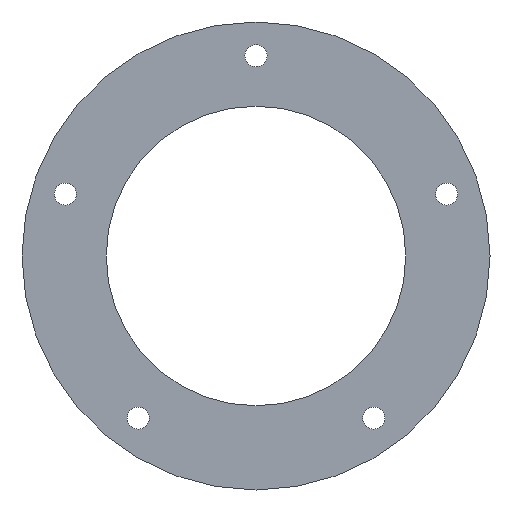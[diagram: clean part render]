
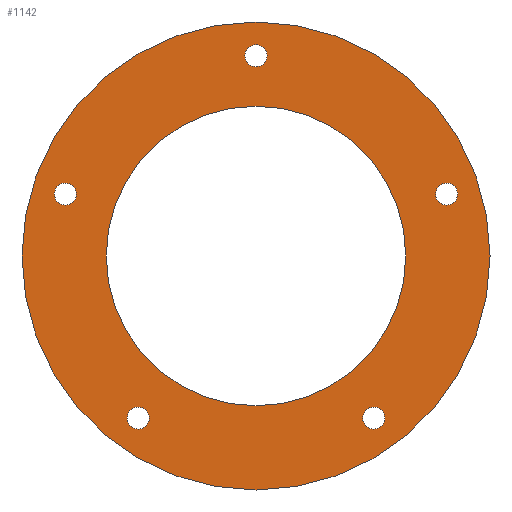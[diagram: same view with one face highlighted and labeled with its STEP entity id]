
A CAD part, front view. The second image highlights one B-rep face of the part: STEP entity #1142.
In plain terms, the highlighted planar face has unit normal (0, -1, 0).
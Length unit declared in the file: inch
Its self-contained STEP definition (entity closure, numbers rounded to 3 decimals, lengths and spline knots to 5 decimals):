
#13 = CARTESIAN_POINT ( 'NONE',  ( 0.50329, 0., -0.69272 ) ) ;
#17 = DIRECTION ( 'NONE',  ( 0., 1., 0. ) ) ;
#23 = EDGE_LOOP ( 'NONE', ( #1307, #577 ) ) ;
#25 = AXIS2_PLACEMENT_3D ( 'NONE', #1195, #291, #71 ) ;
#33 = DIRECTION ( 'NONE',  ( 0., 1., 0. ) ) ;
#53 = DIRECTION ( 'NONE',  ( 0., 1., 0. ) ) ;
#61 = ORIENTED_EDGE ( 'NONE', *, *, #209, .F. ) ;
#69 = EDGE_CURVE ( 'NONE', #959, #1009, #219, .T. ) ;
#71 = DIRECTION ( 'NONE',  ( 0., 0., 1. ) ) ;
#86 = ORIENTED_EDGE ( 'NONE', *, *, #671, .T. ) ;
#87 = CARTESIAN_POINT ( 'NONE',  ( 0.81434, 0., 0.31184 ) ) ;
#111 = DIRECTION ( 'NONE',  ( 0., 1., 0. ) ) ;
#117 = CARTESIAN_POINT ( 'NONE',  ( 0., 0., 1. ) ) ;
#130 = DIRECTION ( 'NONE',  ( 0., 1., 0. ) ) ;
#158 = AXIS2_PLACEMENT_3D ( 'NONE', #13, #1239, #915 ) ;
#164 = CIRCLE ( 'NONE', #700, 0.04724 ) ;
#171 = EDGE_CURVE ( 'NONE', #805, #1076, #965, .T. ) ;
#174 = VERTEX_POINT ( 'NONE', #184 ) ;
#183 = DIRECTION ( 'NONE',  ( 0., 0., 1. ) ) ;
#184 = CARTESIAN_POINT ( 'NONE',  ( -0.81434, 0., 0.31184 ) ) ;
#190 = AXIS2_PLACEMENT_3D ( 'NONE', #863, #694, #183 ) ;
#209 = EDGE_CURVE ( 'NONE', #702, #1121, #313, .T. ) ;
#215 = CIRCLE ( 'NONE', #190, 0.04724 ) ;
#219 = CIRCLE ( 'NONE', #496, 0.04724 ) ;
#220 = CIRCLE ( 'NONE', #1302, 0.04724 ) ;
#231 = DIRECTION ( 'NONE',  ( 0., 0., 1. ) ) ;
#246 = FACE_BOUND ( 'NONE', #731, .T. ) ;
#265 = DIRECTION ( 'NONE',  ( 0., 0., 1. ) ) ;
#270 = DIRECTION ( 'NONE',  ( 0., 1., 0. ) ) ;
#291 = DIRECTION ( 'NONE',  ( 0., 1., 0. ) ) ;
#302 = EDGE_LOOP ( 'NONE', ( #61, #809 ) ) ;
#313 = CIRCLE ( 'NONE', #502, 1. ) ;
#335 = FACE_BOUND ( 'NONE', #866, .T. ) ;
#349 = FACE_BOUND ( 'NONE', #23, .T. ) ;
#358 = CARTESIAN_POINT ( 'NONE',  ( 0., 0., 0.64 ) ) ;
#363 = AXIS2_PLACEMENT_3D ( 'NONE', #831, #111, #446 ) ;
#380 = ORIENTED_EDGE ( 'NONE', *, *, #1261, .T. ) ;
#387 = DIRECTION ( 'NONE',  ( 0., 0., 1. ) ) ;
#428 = AXIS2_PLACEMENT_3D ( 'NONE', #730, #130, #837 ) ;
#446 = DIRECTION ( 'NONE',  ( 0., 0., 1. ) ) ;
#447 = ORIENTED_EDGE ( 'NONE', *, *, #171, .T. ) ;
#449 = DIRECTION ( 'NONE',  ( 0., 0., 1. ) ) ;
#454 = CARTESIAN_POINT ( 'NONE',  ( 0., 0., -0.64 ) ) ;
#472 = PLANE ( 'NONE',  #996 ) ;
#475 = CARTESIAN_POINT ( 'NONE',  ( 0.81434, 0., 0.21735 ) ) ;
#480 = VERTEX_POINT ( 'NONE', #747 ) ;
#483 = AXIS2_PLACEMENT_3D ( 'NONE', #1268, #686, #387 ) ;
#489 = DIRECTION ( 'NONE',  ( 0., 0., 1. ) ) ;
#491 = AXIS2_PLACEMENT_3D ( 'NONE', #1135, #522, #231 ) ;
#496 = AXIS2_PLACEMENT_3D ( 'NONE', #1062, #53, #968 ) ;
#502 = AXIS2_PLACEMENT_3D ( 'NONE', #682, #1214, #489 ) ;
#510 = EDGE_CURVE ( 'NONE', #1238, #654, #215, .T. ) ;
#522 = DIRECTION ( 'NONE',  ( 0., 1., 0. ) ) ;
#535 = VERTEX_POINT ( 'NONE', #475 ) ;
#542 = ORIENTED_EDGE ( 'NONE', *, *, #1196, .T. ) ;
#556 = VERTEX_POINT ( 'NONE', #87 ) ;
#564 = EDGE_CURVE ( 'NONE', #535, #556, #220, .T. ) ;
#570 = DIRECTION ( 'NONE',  ( 0., 0., 1. ) ) ;
#575 = DIRECTION ( 'NONE',  ( 0., 1., 0. ) ) ;
#577 = ORIENTED_EDGE ( 'NONE', *, *, #783, .T. ) ;
#636 = FACE_BOUND ( 'NONE', #1203, .T. ) ;
#642 = AXIS2_PLACEMENT_3D ( 'NONE', #755, #270, #570 ) ;
#654 = VERTEX_POINT ( 'NONE', #833 ) ;
#671 = EDGE_CURVE ( 'NONE', #1009, #959, #1116, .T. ) ;
#677 = DIRECTION ( 'NONE',  ( 0., 0., 1. ) ) ;
#682 = CARTESIAN_POINT ( 'NONE',  ( 0., 0., 0. ) ) ;
#686 = DIRECTION ( 'NONE',  ( 0., 1., 0. ) ) ;
#694 = DIRECTION ( 'NONE',  ( 0., 1., 0. ) ) ;
#700 = AXIS2_PLACEMENT_3D ( 'NONE', #1175, #575, #265 ) ;
#702 = VERTEX_POINT ( 'NONE', #732 ) ;
#724 = AXIS2_PLACEMENT_3D ( 'NONE', #1251, #17, #825 ) ;
#730 = CARTESIAN_POINT ( 'NONE',  ( -0.81434, 0., 0.2646 ) ) ;
#731 = EDGE_LOOP ( 'NONE', ( #1259, #447 ) ) ;
#732 = CARTESIAN_POINT ( 'NONE',  ( 0., 0., -1. ) ) ;
#737 = ORIENTED_EDGE ( 'NONE', *, *, #1127, .T. ) ;
#746 = CARTESIAN_POINT ( 'NONE',  ( 0., 0., 0.80901 ) ) ;
#747 = CARTESIAN_POINT ( 'NONE',  ( 0., 0., 0.90349 ) ) ;
#755 = CARTESIAN_POINT ( 'NONE',  ( 0.81434, 0., 0.2646 ) ) ;
#763 = ORIENTED_EDGE ( 'NONE', *, *, #1097, .T. ) ;
#768 = CARTESIAN_POINT ( 'NONE',  ( -0.50329, 0., -0.64548 ) ) ;
#769 = VERTEX_POINT ( 'NONE', #1130 ) ;
#778 = CARTESIAN_POINT ( 'NONE',  ( 0.81434, 0., 0.2646 ) ) ;
#783 = EDGE_CURVE ( 'NONE', #654, #1238, #817, .T. ) ;
#784 = EDGE_CURVE ( 'NONE', #174, #769, #1271, .T. ) ;
#805 = VERTEX_POINT ( 'NONE', #358 ) ;
#809 = ORIENTED_EDGE ( 'NONE', *, *, #1118, .F. ) ;
#817 = CIRCLE ( 'NONE', #1312, 0.04724 ) ;
#825 = DIRECTION ( 'NONE',  ( 0., 0., 1. ) ) ;
#831 = CARTESIAN_POINT ( 'NONE',  ( 0., 0., 0. ) ) ;
#833 = CARTESIAN_POINT ( 'NONE',  ( -0.50329, 0., -0.73996 ) ) ;
#837 = DIRECTION ( 'NONE',  ( 0., 0., 1. ) ) ;
#863 = CARTESIAN_POINT ( 'NONE',  ( -0.50329, 0., -0.69272 ) ) ;
#866 = EDGE_LOOP ( 'NONE', ( #737, #380 ) ) ;
#891 = ORIENTED_EDGE ( 'NONE', *, *, #69, .T. ) ;
#898 = VERTEX_POINT ( 'NONE', #746 ) ;
#904 = EDGE_LOOP ( 'NONE', ( #542, #1032 ) ) ;
#915 = DIRECTION ( 'NONE',  ( 0., 0., 1. ) ) ;
#927 = CIRCLE ( 'NONE', #428, 0.04724 ) ;
#959 = VERTEX_POINT ( 'NONE', #1000 ) ;
#964 = CARTESIAN_POINT ( 'NONE',  ( 0., 0., 0. ) ) ;
#965 = CIRCLE ( 'NONE', #25, 0.64 ) ;
#968 = DIRECTION ( 'NONE',  ( 0., 0., 1. ) ) ;
#979 = DIRECTION ( 'NONE',  ( 0., 0., 1. ) ) ;
#996 = AXIS2_PLACEMENT_3D ( 'NONE', #964, #1162, #677 ) ;
#1000 = CARTESIAN_POINT ( 'NONE',  ( 0.50329, 0., -0.64548 ) ) ;
#1004 = DIRECTION ( 'NONE',  ( 0., 1., 0. ) ) ;
#1009 = VERTEX_POINT ( 'NONE', #1216 ) ;
#1032 = ORIENTED_EDGE ( 'NONE', *, *, #564, .T. ) ;
#1034 = CARTESIAN_POINT ( 'NONE',  ( -0.50329, 0., -0.69272 ) ) ;
#1037 = FACE_BOUND ( 'NONE', #904, .T. ) ;
#1062 = CARTESIAN_POINT ( 'NONE',  ( 0.50329, 0., -0.69272 ) ) ;
#1065 = CIRCLE ( 'NONE', #491, 0.04724 ) ;
#1076 = VERTEX_POINT ( 'NONE', #454 ) ;
#1097 = EDGE_CURVE ( 'NONE', #769, #174, #927, .T. ) ;
#1100 = EDGE_CURVE ( 'NONE', #1076, #805, #1300, .T. ) ;
#1116 = CIRCLE ( 'NONE', #158, 0.04724 ) ;
#1118 = EDGE_CURVE ( 'NONE', #1121, #702, #1167, .T. ) ;
#1119 = EDGE_LOOP ( 'NONE', ( #891, #86 ) ) ;
#1121 = VERTEX_POINT ( 'NONE', #117 ) ;
#1127 = EDGE_CURVE ( 'NONE', #480, #898, #1065, .T. ) ;
#1130 = CARTESIAN_POINT ( 'NONE',  ( -0.81434, 0., 0.21735 ) ) ;
#1135 = CARTESIAN_POINT ( 'NONE',  ( 0., 0., 0.85625 ) ) ;
#1142 = ADVANCED_FACE ( 'NONE', ( #636, #349, #1156, #1037, #335, #1144, #246 ), #472, .F. ) ;
#1144 = FACE_OUTER_BOUND ( 'NONE', #302, .T. ) ;
#1156 = FACE_BOUND ( 'NONE', #1119, .T. ) ;
#1162 = DIRECTION ( 'NONE',  ( 0., 1., 0. ) ) ;
#1167 = CIRCLE ( 'NONE', #724, 1. ) ;
#1175 = CARTESIAN_POINT ( 'NONE',  ( 0., 0., 0.85625 ) ) ;
#1191 = CIRCLE ( 'NONE', #642, 0.04724 ) ;
#1195 = CARTESIAN_POINT ( 'NONE',  ( 0., 0., 0. ) ) ;
#1196 = EDGE_CURVE ( 'NONE', #556, #535, #1191, .T. ) ;
#1203 = EDGE_LOOP ( 'NONE', ( #1304, #763 ) ) ;
#1214 = DIRECTION ( 'NONE',  ( 0., 1., 0. ) ) ;
#1216 = CARTESIAN_POINT ( 'NONE',  ( 0.50329, 0., -0.73996 ) ) ;
#1238 = VERTEX_POINT ( 'NONE', #768 ) ;
#1239 = DIRECTION ( 'NONE',  ( 0., 1., 0. ) ) ;
#1251 = CARTESIAN_POINT ( 'NONE',  ( 0., 0., 0. ) ) ;
#1259 = ORIENTED_EDGE ( 'NONE', *, *, #1100, .T. ) ;
#1261 = EDGE_CURVE ( 'NONE', #898, #480, #164, .T. ) ;
#1268 = CARTESIAN_POINT ( 'NONE',  ( -0.81434, 0., 0.2646 ) ) ;
#1271 = CIRCLE ( 'NONE', #483, 0.04724 ) ;
#1300 = CIRCLE ( 'NONE', #363, 0.64 ) ;
#1302 = AXIS2_PLACEMENT_3D ( 'NONE', #778, #1004, #979 ) ;
#1304 = ORIENTED_EDGE ( 'NONE', *, *, #784, .T. ) ;
#1307 = ORIENTED_EDGE ( 'NONE', *, *, #510, .T. ) ;
#1312 = AXIS2_PLACEMENT_3D ( 'NONE', #1034, #33, #449 ) ;
